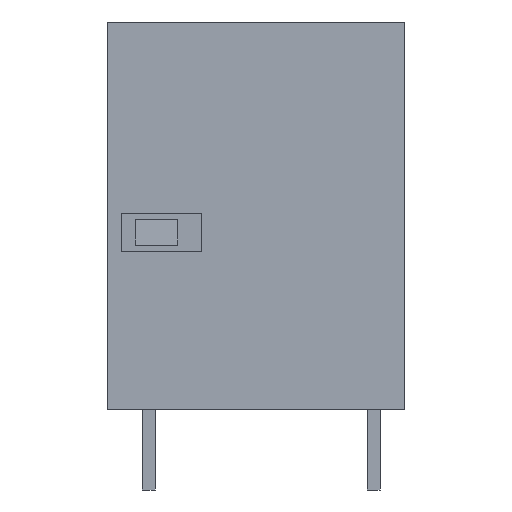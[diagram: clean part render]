
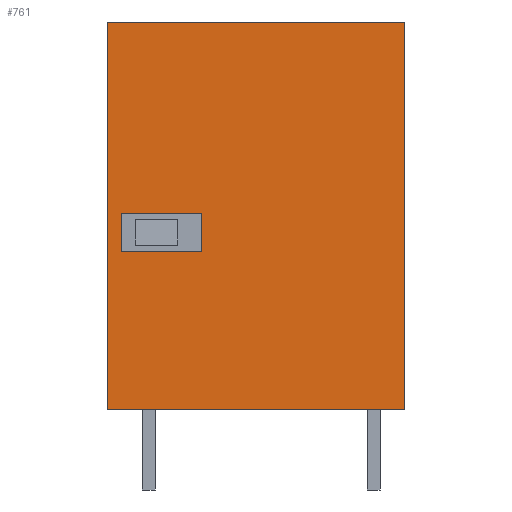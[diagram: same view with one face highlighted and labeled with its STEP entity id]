
A CAD part, left-side view. The second image highlights one B-rep face of the part: STEP entity #761.
In plain terms, the highlighted planar face has unit normal (-1, 0, 0).
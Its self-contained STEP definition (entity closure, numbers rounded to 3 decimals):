
#707=AXIS2_PLACEMENT_3D('Plane Axis2P3D',#704,#705,#706) ;
#49=CARTESIAN_POINT('Vertex',(0.,0.,5.)) ;
#52=CARTESIAN_POINT('Line Origine',(0.,9.25,5.)) ;
#56=CARTESIAN_POINT('Vertex',(0.,18.5,5.)) ;
#148=CARTESIAN_POINT('Line Origine',(0.,0.,17.075)) ;
#152=CARTESIAN_POINT('Vertex',(0.,0.,29.15)) ;
#704=CARTESIAN_POINT('Axis2P3D Location',(0.,18.5,0.)) ;
#709=CARTESIAN_POINT('Line Origine',(0.,9.25,29.15)) ;
#713=CARTESIAN_POINT('Vertex',(0.,18.5,29.15)) ;
#716=CARTESIAN_POINT('Line Origine',(0.,18.5,17.075)) ;
#727=CARTESIAN_POINT('Line Origine',(0.,15.151,17.25)) ;
#731=CARTESIAN_POINT('Vertex',(0.,12.651,17.25)) ;
#733=CARTESIAN_POINT('Vertex',(0.,17.65,17.25)) ;
#736=CARTESIAN_POINT('Line Origine',(0.,12.651,16.05)) ;
#740=CARTESIAN_POINT('Vertex',(0.,12.651,14.85)) ;
#743=CARTESIAN_POINT('Line Origine',(0.,15.151,14.85)) ;
#747=CARTESIAN_POINT('Vertex',(0.,17.65,14.85)) ;
#750=CARTESIAN_POINT('Line Origine',(0.,17.65,16.05)) ;
#53=DIRECTION('Vector Direction',(0.,-1.,0.)) ;
#149=DIRECTION('Vector Direction',(0.,0.,-1.)) ;
#705=DIRECTION('Axis2P3D Direction',(-1.,0.,0.)) ;
#706=DIRECTION('Axis2P3D XDirection',(0.,-1.,0.)) ;
#710=DIRECTION('Vector Direction',(0.,1.,0.)) ;
#717=DIRECTION('Vector Direction',(0.,0.,-1.)) ;
#728=DIRECTION('Vector Direction',(0.,1.,0.)) ;
#737=DIRECTION('Vector Direction',(0.,0.,1.)) ;
#744=DIRECTION('Vector Direction',(0.,-1.,0.)) ;
#751=DIRECTION('Vector Direction',(0.,0.,-1.)) ;
#54=VECTOR('Line Direction',#53,1.) ;
#150=VECTOR('Line Direction',#149,1.) ;
#711=VECTOR('Line Direction',#710,1.) ;
#718=VECTOR('Line Direction',#717,1.) ;
#729=VECTOR('Line Direction',#728,1.) ;
#738=VECTOR('Line Direction',#737,1.) ;
#745=VECTOR('Line Direction',#744,1.) ;
#752=VECTOR('Line Direction',#751,1.) ;
#722=ORIENTED_EDGE('',*,*,#715,.T.) ;
#723=ORIENTED_EDGE('',*,*,#720,.T.) ;
#724=ORIENTED_EDGE('',*,*,#58,.T.) ;
#725=ORIENTED_EDGE('',*,*,#154,.T.) ;
#756=ORIENTED_EDGE('',*,*,#735,.F.) ;
#757=ORIENTED_EDGE('',*,*,#742,.F.) ;
#758=ORIENTED_EDGE('',*,*,#749,.F.) ;
#759=ORIENTED_EDGE('',*,*,#754,.F.) ;
#760=FACE_BOUND('',#755,.T.) ;
#761=ADVANCED_FACE('HOUSING',(#726,#760),#708,.T.) ;
#58=EDGE_CURVE('',#57,#50,#55,.T.) ;
#154=EDGE_CURVE('',#50,#153,#151,.F.) ;
#715=EDGE_CURVE('',#153,#714,#712,.T.) ;
#720=EDGE_CURVE('',#714,#57,#719,.T.) ;
#735=EDGE_CURVE('',#732,#734,#730,.T.) ;
#742=EDGE_CURVE('',#741,#732,#739,.T.) ;
#749=EDGE_CURVE('',#748,#741,#746,.T.) ;
#754=EDGE_CURVE('',#734,#748,#753,.T.) ;
#721=EDGE_LOOP('',(#722,#723,#724,#725)) ;
#755=EDGE_LOOP('',(#756,#757,#758,#759)) ;
#726=FACE_OUTER_BOUND('',#721,.T.) ;
#55=LINE('Line',#52,#54) ;
#151=LINE('Line',#148,#150) ;
#712=LINE('Line',#709,#711) ;
#719=LINE('Line',#716,#718) ;
#730=LINE('Line',#727,#729) ;
#739=LINE('Line',#736,#738) ;
#746=LINE('Line',#743,#745) ;
#753=LINE('Line',#750,#752) ;
#708=PLANE('',#707) ;
#50=VERTEX_POINT('',#49) ;
#57=VERTEX_POINT('',#56) ;
#153=VERTEX_POINT('',#152) ;
#714=VERTEX_POINT('',#713) ;
#732=VERTEX_POINT('',#731) ;
#734=VERTEX_POINT('',#733) ;
#741=VERTEX_POINT('',#740) ;
#748=VERTEX_POINT('',#747) ;
